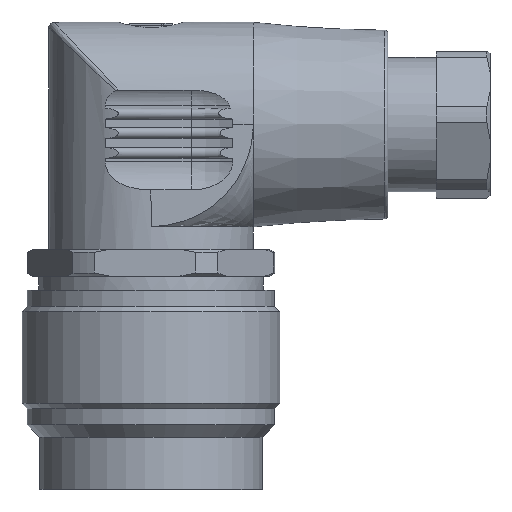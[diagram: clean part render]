
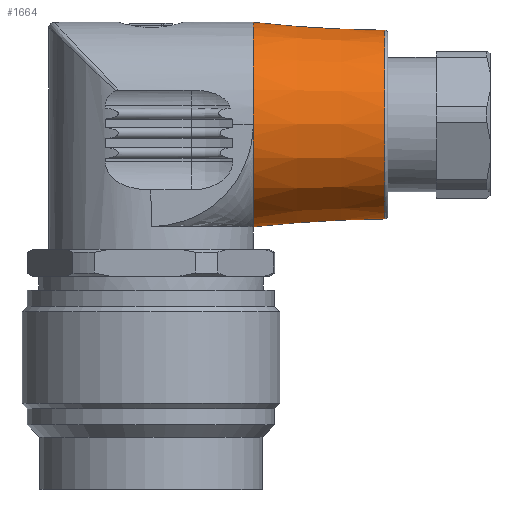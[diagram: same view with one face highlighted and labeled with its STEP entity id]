
A CAD part, top view. The second image highlights one B-rep face of the part: STEP entity #1664.
In plain terms, the highlighted conical face has half-angle 3.434 degrees and reference radius 9.5 mm.
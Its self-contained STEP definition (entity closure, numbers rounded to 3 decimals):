
#420=B_SPLINE_CURVE_WITH_KNOTS('',3,(#9938,#9939,#9940,#9941,#9942,#9943),
 .UNSPECIFIED.,.F.,.F.,(4,2,4),(0.,0.5,1.),.UNSPECIFIED.);
#421=B_SPLINE_CURVE_WITH_KNOTS('',3,(#9945,#9946,#9947,#9948),.UNSPECIFIED.,
 .F.,.F.,(4,4),(0.,1.),.UNSPECIFIED.);
#425=B_SPLINE_CURVE_WITH_KNOTS('',3,(#10196,#10197,#10198,#10199,#10200,
#10201),.UNSPECIFIED.,.F.,.F.,(4,2,4),(0.,0.5,1.),.UNSPECIFIED.);
#1241=CONICAL_SURFACE('',#5758,9.5,3.434);
#1664=ADVANCED_FACE('',(#1909,#1910),#1241,.T.);
#1909=FACE_BOUND('',#2277,.T.);
#1910=FACE_BOUND('',#2278,.T.);
#2277=EDGE_LOOP('',(#3589));
#2278=EDGE_LOOP('',(#3590,#3591,#3592,#3593));
#3589=ORIENTED_EDGE('',*,*,#4877,.T.);
#3590=ORIENTED_EDGE('',*,*,#4978,.T.);
#3591=ORIENTED_EDGE('',*,*,#4982,.T.);
#3592=ORIENTED_EDGE('',*,*,#4981,.T.);
#3593=ORIENTED_EDGE('',*,*,#4986,.T.);
#4199=VERTEX_POINT('',#9412);
#4261=VERTEX_POINT('',#9925);
#4262=VERTEX_POINT('',#9927);
#4263=VERTEX_POINT('',#9936);
#4265=VERTEX_POINT('',#9944);
#4877=EDGE_CURVE('',#4199,#4199,#5205,.T.);
#4978=EDGE_CURVE('',#4262,#4261,#5233,.T.);
#4981=EDGE_CURVE('',#4265,#4263,#420,.T.);
#4982=EDGE_CURVE('',#4261,#4265,#421,.T.);
#4986=EDGE_CURVE('',#4263,#4262,#425,.T.);
#5205=CIRCLE('',#5690,8.767);
#5233=CIRCLE('',#5755,9.5);
#5690=AXIS2_PLACEMENT_3D('',#9411,#6841,#6842);
#5755=AXIS2_PLACEMENT_3D('',#9926,#7014,#7015);
#5758=AXIS2_PLACEMENT_3D('',#10457,#7021,#7022);
#6841=DIRECTION('',(-1.,0.,0.));
#6842=DIRECTION('',(0.,0.,1.));
#7014=DIRECTION('',(1.,0.,0.));
#7015=DIRECTION('',(0.,1.,0.));
#7021=DIRECTION('',(-1.,0.,0.));
#7022=DIRECTION('',(0.,0.,-1.));
#9411=CARTESIAN_POINT('',(31.218,9.5,9.5));
#9412=CARTESIAN_POINT('',(31.218,9.5,18.267));
#9925=CARTESIAN_POINT('',(19.,9.5,19.));
#9926=CARTESIAN_POINT('',(19.,9.5,9.5));
#9927=CARTESIAN_POINT('',(19.,9.485,0.));
#9936=CARTESIAN_POINT('',(19.,0.,9.5));
#9938=CARTESIAN_POINT('',(19.,6.358,18.466));
#9939=CARTESIAN_POINT('',(19.,4.515,17.82));
#9940=CARTESIAN_POINT('',(19.,2.881,16.589));
#9941=CARTESIAN_POINT('',(19.,0.621,13.402));
#9942=CARTESIAN_POINT('',(19.,0.,11.453));
#9943=CARTESIAN_POINT('',(19.,0.,9.5));
#9944=CARTESIAN_POINT('',(19.,6.358,18.466));
#9945=CARTESIAN_POINT('',(19.,9.5,19.));
#9946=CARTESIAN_POINT('',(19.,8.433,19.));
#9947=CARTESIAN_POINT('',(19.,7.366,18.818));
#9948=CARTESIAN_POINT('',(19.,6.358,18.466));
#10196=CARTESIAN_POINT('',(19.,0.,9.5));
#10197=CARTESIAN_POINT('',(19.,0.,7.013));
#10198=CARTESIAN_POINT('',(19.,1.024,4.541));
#10199=CARTESIAN_POINT('',(19.,4.541,1.024));
#10200=CARTESIAN_POINT('',(19.,7.013,0.));
#10201=CARTESIAN_POINT('',(19.,9.5,0.));
#10457=CARTESIAN_POINT('',(19.,9.5,9.5));
